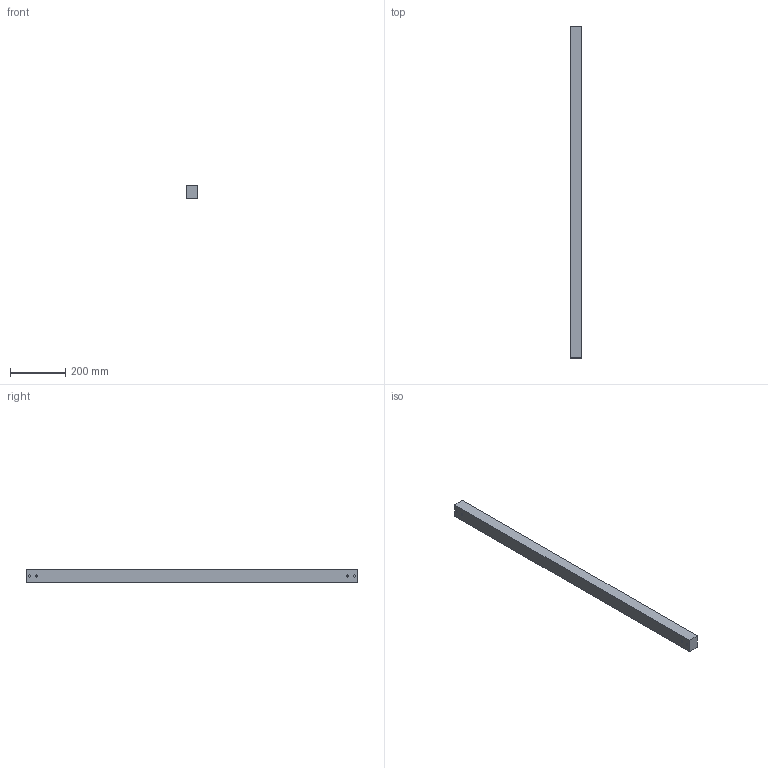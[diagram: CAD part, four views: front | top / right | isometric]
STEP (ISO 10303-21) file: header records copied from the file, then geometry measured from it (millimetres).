
FILE_DESCRIPTION(/* description */ ('','CAx-IF Rec.Pracs.---Representation and Presentation of Product Manufacturing Information (PMI)---4.0---2014-10-13'),/* implementation_level */ '2;1');
FILE_NAME(/* name */ 'y_frame_length_right.step',/* time_stamp */ '2025-01-19T09:27:56+05:30',/* author */ (''),/* organization */ (''),/* preprocessor_version */ 'ST-DEVELOPER v20',/* originating_system */ 'Autodesk Translation Framework v13.20.0.188',/* authorisation */ '');
FILE_SCHEMA (('AP242_MANAGED_MODEL_BASED_3D_ENGINEERING_MIM_LF { 1 0 10303 442 1 1 4 }'));
Length unit declared in the file: millimetre
Products named in the file (1): y_frame_length_right
Bounding box: 40 x 1200 x 50 mm (x, y, z)
Volume: 2381530.6 mm3; surface area: 229588.1 mm2
Topology: 1 solids, 1 shells, 54 faces, 84 edges, 56 vertices
Faces by surface type: plane 30, cylinder 24
Full cylindrical faces by diameter (mm): 5 x4, 8 x20
Entity records: 1276 total; most frequent: DIRECTION 242, CARTESIAN_POINT 195, ORIENTED_EDGE 168, AXIS2_PLACEMENT_3D 103, EDGE_CURVE 84, EDGE_LOOP 78, VERTEX_POINT 56, FACE_OUTER_BOUND 54
